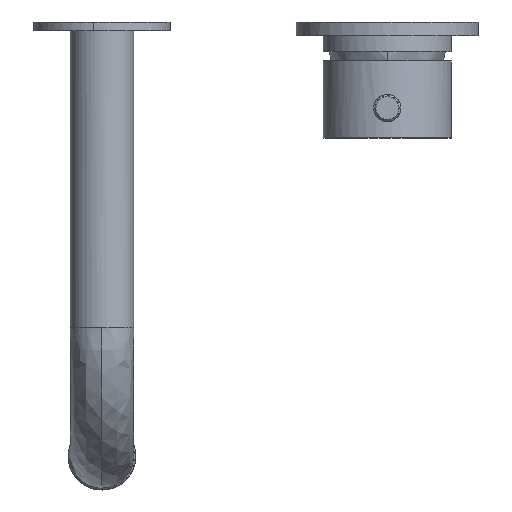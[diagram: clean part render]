
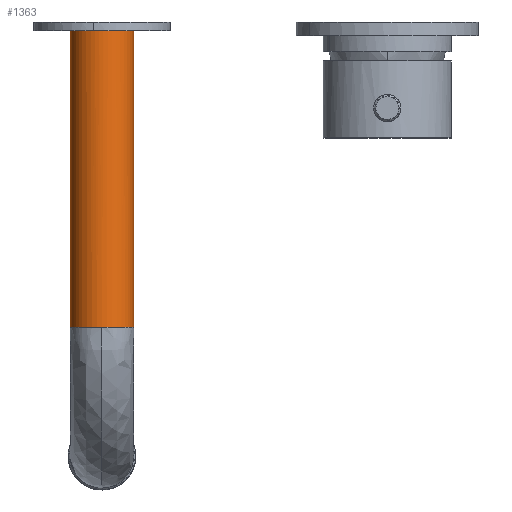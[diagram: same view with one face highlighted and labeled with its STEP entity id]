
A CAD part, top view. The second image highlights one B-rep face of the part: STEP entity #1363.
In plain terms, the highlighted cylindrical face has radius 11.1 mm (diameter 22.2 mm), a partial arc.
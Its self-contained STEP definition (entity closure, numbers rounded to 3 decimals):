
#1363=ADVANCED_FACE('',(#3867),#36890,.T.);
#3867=FACE_OUTER_BOUND('',#6371,.T.);
#6371=EDGE_LOOP('',(#9035,#9036,#9037,#9038,#9039));
#9035=ORIENTED_EDGE('',*,*,#20732,.T.);
#9036=ORIENTED_EDGE('',*,*,#20733,.T.);
#9037=ORIENTED_EDGE('',*,*,#20734,.T.);
#9038=ORIENTED_EDGE('',*,*,#20735,.T.);
#9039=ORIENTED_EDGE('',*,*,#20728,.F.);
#20728=EDGE_CURVE('',#32431,#32432,#30515,.T.);
#20732=EDGE_CURVE('',#32431,#32434,#30519,.T.);
#20733=EDGE_CURVE('',#32434,#32435,#26575,.T.);
#20734=EDGE_CURVE('',#32435,#32436,#30520,.T.);
#20735=EDGE_CURVE('',#32436,#32432,#26576,.T.);
#26575=B_SPLINE_CURVE_WITH_KNOTS('',1,(#40236,#40237),.UNSPECIFIED.,.F.,
 .F.,(2,2),(0.,105.),.UNSPECIFIED.);
#26576=B_SPLINE_CURVE_WITH_KNOTS('',1,(#40243,#40244),.UNSPECIFIED.,.F.,
 .F.,(2,2),(0.,105.),.UNSPECIFIED.);
#30515=(
BOUNDED_CURVE()
B_SPLINE_CURVE(2,(#40221,#40222,#40223),.UNSPECIFIED.,.F.,.F.)
B_SPLINE_CURVE_WITH_KNOTS((3,3),(0.,17.436),.UNSPECIFIED.)
CURVE()
GEOMETRIC_REPRESENTATION_ITEM()
RATIONAL_B_SPLINE_CURVE((1.,0.707,1.))
REPRESENTATION_ITEM('')
);
#30519=(
BOUNDED_CURVE()
B_SPLINE_CURVE(2,(#40233,#40234,#40235),.UNSPECIFIED.,.F.,.F.)
B_SPLINE_CURVE_WITH_KNOTS((3,3),(0.,17.436),.UNSPECIFIED.)
CURVE()
GEOMETRIC_REPRESENTATION_ITEM()
RATIONAL_B_SPLINE_CURVE((1.,0.707,1.))
REPRESENTATION_ITEM('')
);
#30520=(
BOUNDED_CURVE()
B_SPLINE_CURVE(2,(#40238,#40239,#40240,#40241,#40242),.UNSPECIFIED.,.F.,
 .F.)
B_SPLINE_CURVE_WITH_KNOTS((3,2,3),(0.,17.436,34.872),
 .UNSPECIFIED.)
CURVE()
GEOMETRIC_REPRESENTATION_ITEM()
RATIONAL_B_SPLINE_CURVE((1.,0.707,1.,0.707,1.))
REPRESENTATION_ITEM('')
);
#32431=VERTEX_POINT('',#40208);
#32432=VERTEX_POINT('',#40209);
#32434=VERTEX_POINT('',#40211);
#32435=VERTEX_POINT('',#40212);
#32436=VERTEX_POINT('',#40213);
#36890=CYLINDRICAL_SURFACE('',#37317,11.1);
#37317=AXIS2_PLACEMENT_3D('',#40119,#38662,$);
#38662=DIRECTION('',(0.,1.,0.));
#40119=CARTESIAN_POINT('',(0.,-54.5,0.));
#40208=CARTESIAN_POINT('',(0.,-107.,11.1));
#40209=CARTESIAN_POINT('',(-11.1,-107.,0.));
#40211=CARTESIAN_POINT('',(11.1,-107.,0.));
#40212=CARTESIAN_POINT('',(11.1,-2.,0.));
#40213=CARTESIAN_POINT('',(-11.1,-2.,0.));
#40221=CARTESIAN_POINT('',(0.,-107.,11.1));
#40222=CARTESIAN_POINT('',(-11.1,-107.,11.1));
#40223=CARTESIAN_POINT('',(-11.1,-107.,0.));
#40233=CARTESIAN_POINT('',(0.,-107.,11.1));
#40234=CARTESIAN_POINT('',(11.1,-107.,11.1));
#40235=CARTESIAN_POINT('',(11.1,-107.,0.));
#40236=CARTESIAN_POINT('',(11.1,-107.,0.));
#40237=CARTESIAN_POINT('',(11.1,-2.,0.));
#40238=CARTESIAN_POINT('',(11.1,-2.,0.));
#40239=CARTESIAN_POINT('',(11.1,-2.,11.1));
#40240=CARTESIAN_POINT('',(0.,-2.,11.1));
#40241=CARTESIAN_POINT('',(-11.1,-2.,11.1));
#40242=CARTESIAN_POINT('',(-11.1,-2.,0.));
#40243=CARTESIAN_POINT('',(-11.1,-2.,0.));
#40244=CARTESIAN_POINT('',(-11.1,-107.,0.));
